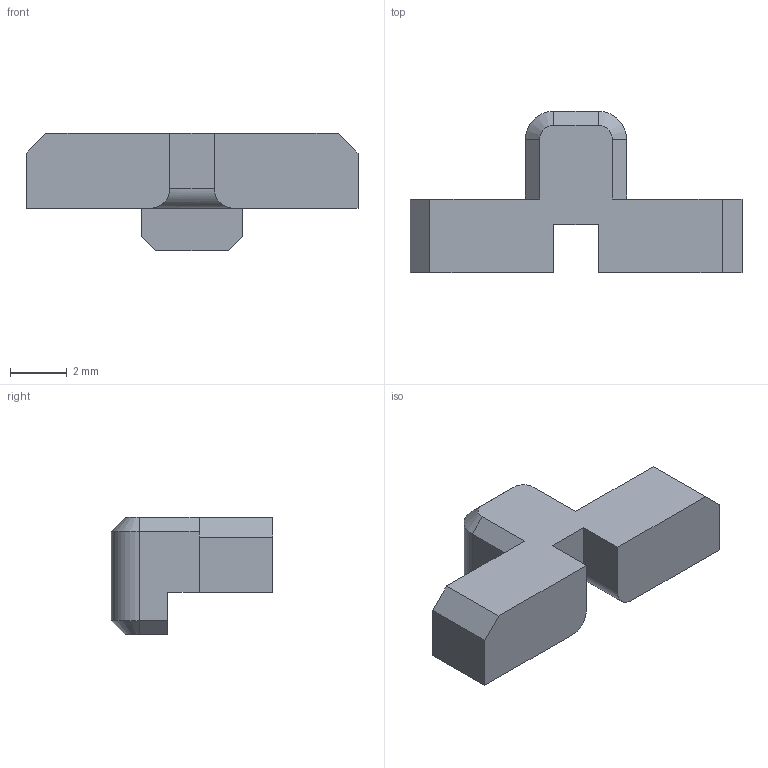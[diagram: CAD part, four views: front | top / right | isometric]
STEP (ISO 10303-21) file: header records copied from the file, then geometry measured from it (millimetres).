
FILE_DESCRIPTION(/* description */ (''),/* implementation_level */ '2;1');
FILE_NAME(/* name */ 'Wireless_Motion_Case_Switch.step',/* time_stamp */ '2024-06-07T16:19:49+02:00',/* author */ (''),/* organization */ (''),/* preprocessor_version */ 'ST-DEVELOPER v20',/* originating_system */ 'Autodesk Translation Framework v13.14.0.145',/* authorisation */ '');
FILE_SCHEMA (('AUTOMOTIVE_DESIGN { 1 0 10303 214 3 1 1 }'));
Length unit declared in the file: millimetre
Products named in the file (1): Wireless_Motion
Bounding box: 11.72 x 5.7 x 4.15 mm (x, y, z)
Volume: 108.2 mm3; surface area: 181.8 mm2
Topology: 1 solids, 1 shells, 33 faces, 83 edges, 52 vertices
Faces by surface type: plane 24, cylinder 5, cone 4
Entity records: 1012 total; most frequent: CARTESIAN_POINT 169, ORIENTED_EDGE 166, DIRECTION 163, EDGE_CURVE 83, LINE 71, VECTOR 71, VERTEX_POINT 52, AXIS2_PLACEMENT_3D 46
